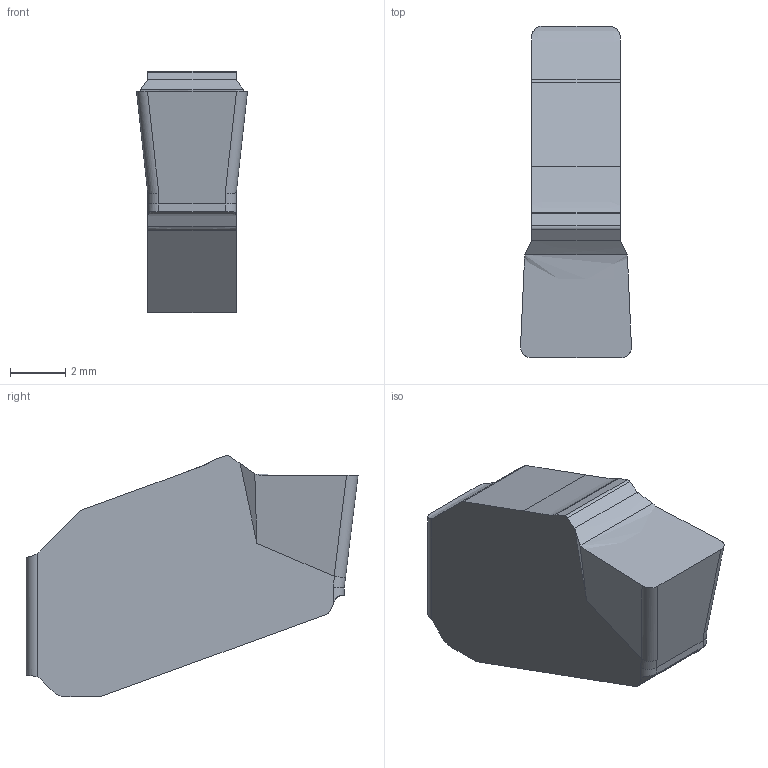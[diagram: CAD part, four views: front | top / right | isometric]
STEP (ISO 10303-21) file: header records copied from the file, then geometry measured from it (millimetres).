
FILE_DESCRIPTION(/* description */ (''),/* implementation_level */ '2;1');
FILE_NAME(/* name */ 'aaa338959_a.stp',/* time_stamp */ '2019-09-26T16:32:57+02:00',/* author */ (''),/* organization */ ('SMS'),/* preprocessor_version */ 'ST-DEVELOPER v16.7',/* originating_system */ 'SIEMENS PLM Software NX 12.0',/* authorisation */ '');
FILE_SCHEMA (('AUTOMOTIVE_DESIGN { 1 0 10303 214 3 1 1 1 }'));
Length unit declared in the file: millimetre
Products named in the file (1): AAA338959_A
Bounding box: 4.01 x 12 x 8.72 mm (x, y, z)
Volume: 235.6 mm3; surface area: 257.1 mm2
Topology: 1 solids, 1 shells, 36 faces, 97 edges, 65 vertices
Faces by surface type: plane 15, cylinder 14, extrusion 7
Entity records: 1558 total; most frequent: CARTESIAN_POINT 619, ORIENTED_EDGE 192, DIRECTION 167, EDGE_CURVE 96, VERTEX_POINT 62, VECTOR 61, LINE 54, AXIS2_PLACEMENT_3D 53
